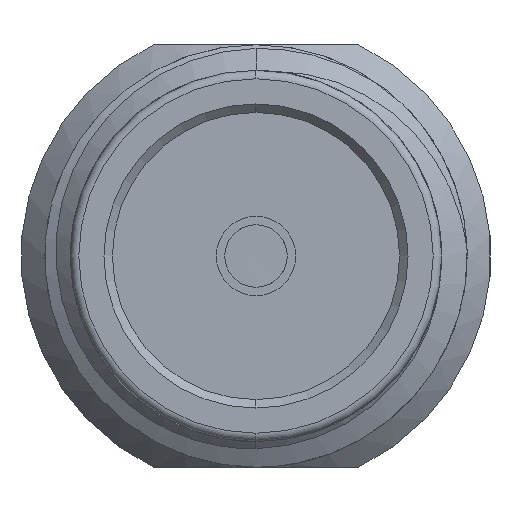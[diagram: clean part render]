
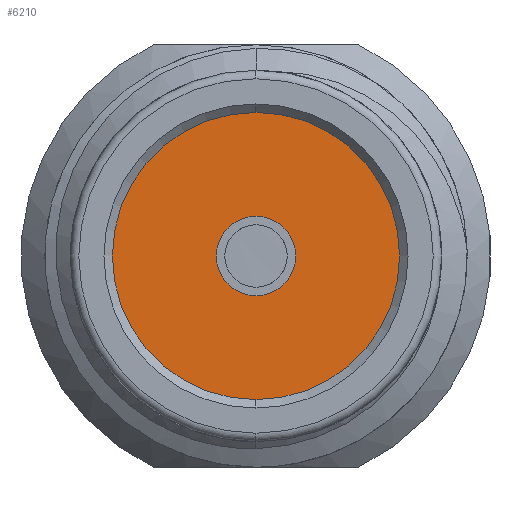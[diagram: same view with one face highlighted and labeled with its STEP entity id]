
A CAD part, left-side view. The second image highlights one B-rep face of the part: STEP entity #6210.
In plain terms, the highlighted planar face has unit normal (-1, 0, 0).
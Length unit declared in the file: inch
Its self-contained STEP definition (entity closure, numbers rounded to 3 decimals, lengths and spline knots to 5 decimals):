
#178 = PLANE ( 'NONE',  #2332 ) ;
#314 = CARTESIAN_POINT ( 'NONE',  ( 0.075, 0., 0. ) ) ;
#617 = CARTESIAN_POINT ( 'NONE',  ( 0.075, 0., -0.0235 ) ) ;
#695 = CARTESIAN_POINT ( 'NONE',  ( 0.075, 0., 0.0235 ) ) ;
#845 = DIRECTION ( 'NONE',  ( -1., 0., 0. ) ) ;
#901 = FACE_OUTER_BOUND ( 'NONE', #6441, .T. ) ;
#1006 = DIRECTION ( 'NONE',  ( -1., 0., 0. ) ) ;
#1113 = EDGE_LOOP ( 'NONE', ( #6580, #6497 ) ) ;
#1220 = FACE_BOUND ( 'NONE', #1113, .T. ) ;
#1393 = AXIS2_PLACEMENT_3D ( 'NONE', #5902, #4191, #4883 ) ;
#1738 = CIRCLE ( 'NONE', #4953, 0.0235 ) ;
#2131 = CARTESIAN_POINT ( 'NONE',  ( 0.075, 0., 0.085 ) ) ;
#2332 = AXIS2_PLACEMENT_3D ( 'NONE', #5013, #6045, #5503 ) ;
#2363 = AXIS2_PLACEMENT_3D ( 'NONE', #314, #1006, #6127 ) ;
#2567 = CARTESIAN_POINT ( 'NONE',  ( 0.075, 0., 0. ) ) ;
#2575 = EDGE_CURVE ( 'NONE', #5020, #5321, #4863, .T. ) ;
#2838 = VERTEX_POINT ( 'NONE', #4469 ) ;
#2860 = EDGE_CURVE ( 'NONE', #5321, #5020, #1738, .T. ) ;
#2901 = VERTEX_POINT ( 'NONE', #2131 ) ;
#2949 = DIRECTION ( 'NONE',  ( 0., 0., 1. ) ) ;
#3016 = CARTESIAN_POINT ( 'NONE',  ( 0.075, 0., 0. ) ) ;
#3090 = DIRECTION ( 'NONE',  ( -1., 0., 0. ) ) ;
#3098 = EDGE_CURVE ( 'NONE', #2838, #2901, #6494, .T. ) ;
#3528 = ORIENTED_EDGE ( 'NONE', *, *, #5786, .T. ) ;
#3621 = ORIENTED_EDGE ( 'NONE', *, *, #3098, .T. ) ;
#4191 = DIRECTION ( 'NONE',  ( -1., 0., 0. ) ) ;
#4339 = AXIS2_PLACEMENT_3D ( 'NONE', #3016, #845, #2949 ) ;
#4469 = CARTESIAN_POINT ( 'NONE',  ( 0.075, 0., -0.085 ) ) ;
#4667 = CIRCLE ( 'NONE', #4339, 0.085 ) ;
#4863 = CIRCLE ( 'NONE', #2363, 0.0235 ) ;
#4883 = DIRECTION ( 'NONE',  ( 0., 0., 1. ) ) ;
#4953 = AXIS2_PLACEMENT_3D ( 'NONE', #2567, #3090, #6290 ) ;
#5013 = CARTESIAN_POINT ( 'NONE',  ( 0.075, 0., 0. ) ) ;
#5020 = VERTEX_POINT ( 'NONE', #617 ) ;
#5321 = VERTEX_POINT ( 'NONE', #695 ) ;
#5503 = DIRECTION ( 'NONE',  ( 0., 0., 1. ) ) ;
#5786 = EDGE_CURVE ( 'NONE', #2901, #2838, #4667, .T. ) ;
#5902 = CARTESIAN_POINT ( 'NONE',  ( 0.075, 0., 0. ) ) ;
#6045 = DIRECTION ( 'NONE',  ( -1., 0., 0. ) ) ;
#6127 = DIRECTION ( 'NONE',  ( 0., 0., 1. ) ) ;
#6210 = ADVANCED_FACE ( 'NONE', ( #1220, #901 ), #178, .T. ) ;
#6290 = DIRECTION ( 'NONE',  ( 0., 0., 1. ) ) ;
#6441 = EDGE_LOOP ( 'NONE', ( #3528, #3621 ) ) ;
#6494 = CIRCLE ( 'NONE', #1393, 0.085 ) ;
#6497 = ORIENTED_EDGE ( 'NONE', *, *, #2575, .F. ) ;
#6580 = ORIENTED_EDGE ( 'NONE', *, *, #2860, .F. ) ;
